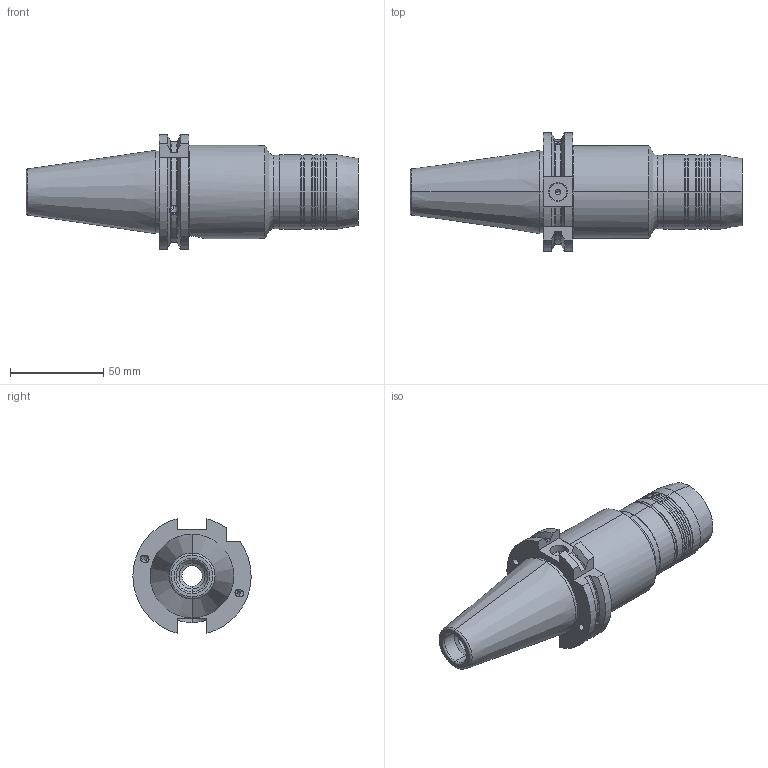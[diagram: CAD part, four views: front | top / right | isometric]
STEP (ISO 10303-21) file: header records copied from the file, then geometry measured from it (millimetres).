
FILE_DESCRIPTION (( 'STEP AP214' ), '1' );
FILE_NAME ('01.02.2019_28.05.043.307.STEP', '2019-02-01T14:45:30', ( '' ), ( '' ), 'SwSTEP 2.0', 'SolidWorks 2014', '' );
FILE_SCHEMA (( 'AUTOMOTIVE_DESIGN' ));
Length unit declared in the file: millimetre
Products named in the file (1): 01.02.2019_28.05.043.307
Bounding box: 178.4 x 63.54 x 61.48 mm (x, y, z)
Volume: 226967.7 mm3; surface area: 51799.5 mm2
Topology: 5 solids, 6 shells, 270 faces, 620 edges, 368 vertices
Faces by surface type: cylinder 99, plane 61, cone 56, torus 48, bspline 6
Entity records: 11318 total; most frequent: CARTESIAN_POINT 2229, DIRECTION 1326, ORIENTED_EDGE 1224, EDGE_CURVE 612, AXIS2_PLACEMENT_3D 551, VERTEX_POINT 368, EDGE_LOOP 298, CIRCLE 286
